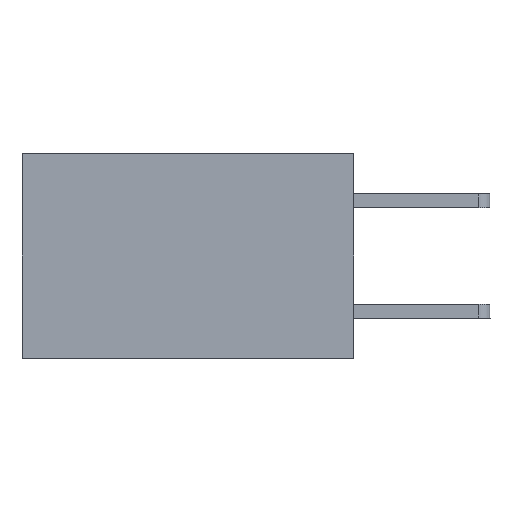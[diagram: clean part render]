
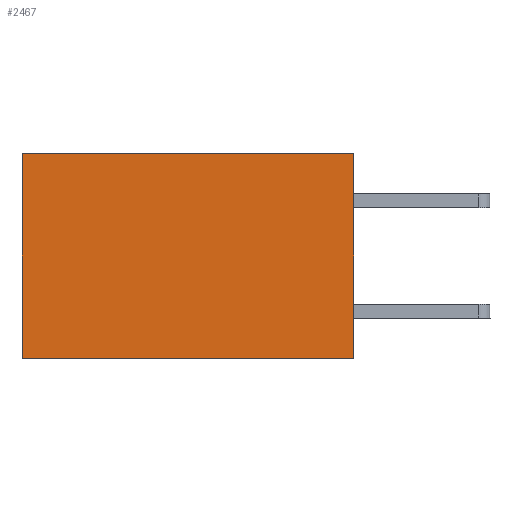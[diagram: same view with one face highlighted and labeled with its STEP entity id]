
A CAD part, left-side view. The second image highlights one B-rep face of the part: STEP entity #2467.
In plain terms, the highlighted planar face has unit normal (-1, 0, 0).
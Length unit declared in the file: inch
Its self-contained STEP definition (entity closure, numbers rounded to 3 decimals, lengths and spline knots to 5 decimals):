
#12 = EDGE_CURVE ( 'NONE', #6646, #1183, #1369, .T. ) ;
#23 = CARTESIAN_POINT ( 'NONE',  ( 0.2875, 0., 0. ) ) ;
#334 = VECTOR ( 'NONE', #3345, 39.37008 ) ;
#376 = CARTESIAN_POINT ( 'NONE',  ( 0.2875, 0., -0.37 ) ) ;
#698 = CARTESIAN_POINT ( 'NONE',  ( 0.2875, 0., -0.37 ) ) ;
#744 = VECTOR ( 'NONE', #7266, 39.37008 ) ;
#1044 = DIRECTION ( 'NONE',  ( 1., 0., 0. ) ) ;
#1142 = ORIENTED_EDGE ( 'NONE', *, *, #12, .F. ) ;
#1183 = VERTEX_POINT ( 'NONE', #3485 ) ;
#1369 = LINE ( 'NONE', #698, #334 ) ;
#1689 = VERTEX_POINT ( 'NONE', #23 ) ;
#1717 = DIRECTION ( 'NONE',  ( 0., 1., 0. ) ) ;
#1817 = CARTESIAN_POINT ( 'NONE',  ( 0.2875, 0.6, 0. ) ) ;
#2467 = ADVANCED_FACE ( 'NONE', ( #8273 ), #8322, .F. ) ;
#2614 = VERTEX_POINT ( 'NONE', #1817 ) ;
#2636 = LINE ( 'NONE', #7039, #2840 ) ;
#2840 = VECTOR ( 'NONE', #3683, 39.37008 ) ;
#3345 = DIRECTION ( 'NONE',  ( 0., 1., 0. ) ) ;
#3420 = EDGE_CURVE ( 'NONE', #1689, #6646, #4034, .T. ) ;
#3485 = CARTESIAN_POINT ( 'NONE',  ( 0.2875, 0.6, -0.37 ) ) ;
#3665 = CARTESIAN_POINT ( 'NONE',  ( 0.2875, 0., 0. ) ) ;
#3683 = DIRECTION ( 'NONE',  ( 0., 0., -1. ) ) ;
#4034 = LINE ( 'NONE', #4674, #744 ) ;
#4383 = ORIENTED_EDGE ( 'NONE', *, *, #4806, .T. ) ;
#4663 = LINE ( 'NONE', #6422, #8090 ) ;
#4674 = CARTESIAN_POINT ( 'NONE',  ( 0.2875, 0., 0. ) ) ;
#4806 = EDGE_CURVE ( 'NONE', #1689, #2614, #4663, .T. ) ;
#5658 = DIRECTION ( 'NONE',  ( 0., 0., -1. ) ) ;
#5989 = AXIS2_PLACEMENT_3D ( 'NONE', #3665, #1044, #5658 ) ;
#6001 = ORIENTED_EDGE ( 'NONE', *, *, #7330, .T. ) ;
#6422 = CARTESIAN_POINT ( 'NONE',  ( 0.2875, 0., 0. ) ) ;
#6646 = VERTEX_POINT ( 'NONE', #376 ) ;
#6787 = EDGE_LOOP ( 'NONE', ( #6001, #1142, #7891, #4383 ) ) ;
#7039 = CARTESIAN_POINT ( 'NONE',  ( 0.2875, 0.6, 0. ) ) ;
#7266 = DIRECTION ( 'NONE',  ( 0., 0., -1. ) ) ;
#7330 = EDGE_CURVE ( 'NONE', #2614, #1183, #2636, .T. ) ;
#7891 = ORIENTED_EDGE ( 'NONE', *, *, #3420, .F. ) ;
#8090 = VECTOR ( 'NONE', #1717, 39.37008 ) ;
#8273 = FACE_OUTER_BOUND ( 'NONE', #6787, .T. ) ;
#8322 = PLANE ( 'NONE',  #5989 ) ;
